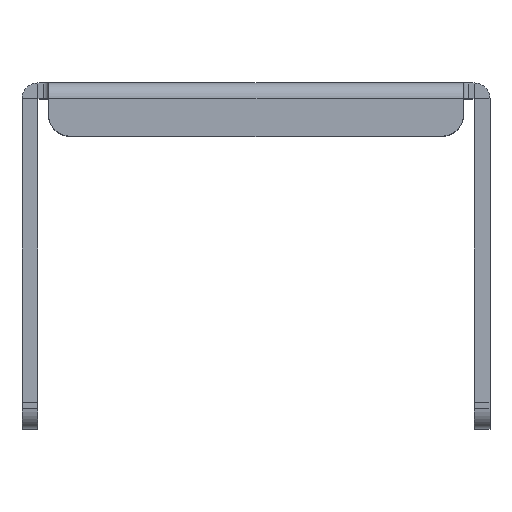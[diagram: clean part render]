
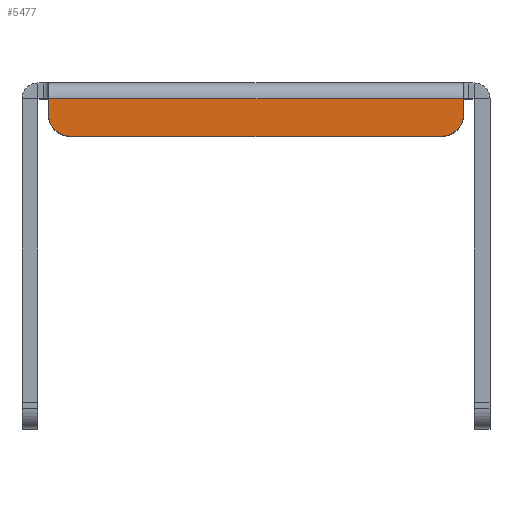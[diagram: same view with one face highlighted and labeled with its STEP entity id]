
A CAD part, top view. The second image highlights one B-rep face of the part: STEP entity #5477.
In plain terms, the highlighted planar face has unit normal (0, 0, 1).
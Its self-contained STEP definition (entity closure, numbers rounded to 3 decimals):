
#1964=DIRECTION('',(0.,1.,0.));
#1965=VECTOR('',#1964,1.5);
#1966=CARTESIAN_POINT('',(19.5,27.,13.));
#1967=LINE('',#1966,#1965);
#1968=CARTESIAN_POINT('',(17.5,27.,13.));
#1969=DIRECTION('',(0.,0.,1.));
#1970=DIRECTION('',(0.,-1.,0.));
#1971=AXIS2_PLACEMENT_3D('',#1968,#1969,#1970);
#1973=DIRECTION('',(1.,0.,0.));
#1974=VECTOR('',#1973,35.);
#1975=CARTESIAN_POINT('',(-17.5,25.,13.));
#1976=LINE('',#1975,#1974);
#1977=CARTESIAN_POINT('',(-17.5,27.,13.));
#1978=DIRECTION('',(0.,0.,1.));
#1979=DIRECTION('',(-1.,0.,0.));
#1980=AXIS2_PLACEMENT_3D('',#1977,#1978,#1979);
#1982=DIRECTION('',(0.,-1.,0.));
#1983=VECTOR('',#1982,1.5);
#1984=CARTESIAN_POINT('',(-19.5,28.5,13.));
#1985=LINE('',#1984,#1983);
#1986=DIRECTION('',(-1.,0.,0.));
#1987=VECTOR('',#1986,39.);
#1988=CARTESIAN_POINT('',(19.5,28.5,13.));
#1989=LINE('',#1988,#1987);
#2640=CARTESIAN_POINT('',(19.5,27.,13.));
#2641=CARTESIAN_POINT('',(19.5,28.5,13.));
#2642=VERTEX_POINT('',#2640);
#2643=VERTEX_POINT('',#2641);
#2644=CARTESIAN_POINT('',(-17.5,25.,13.));
#2645=CARTESIAN_POINT('',(17.5,25.,13.));
#2646=VERTEX_POINT('',#2644);
#2647=VERTEX_POINT('',#2645);
#2648=CARTESIAN_POINT('',(-19.5,28.5,13.));
#2649=CARTESIAN_POINT('',(-19.5,27.,13.));
#2650=VERTEX_POINT('',#2648);
#2651=VERTEX_POINT('',#2649);
#5461=CARTESIAN_POINT('',(10.234,28.5,13.));
#5462=DIRECTION('',(0.,0.,-1.));
#5463=DIRECTION('',(-1.,0.,0.));
#5464=AXIS2_PLACEMENT_3D('',#5461,#5462,#5463);
#5465=PLANE('',#5464);
#5466=ORIENTED_EDGE('',*,*,#4342,.F.);
#5468=ORIENTED_EDGE('',*,*,#5467,.F.);
#5470=ORIENTED_EDGE('',*,*,#5469,.F.);
#5472=ORIENTED_EDGE('',*,*,#5471,.F.);
#5473=ORIENTED_EDGE('',*,*,#4372,.F.);
#5474=ORIENTED_EDGE('',*,*,#5454,.F.);
#5475=EDGE_LOOP('',(#5466,#5468,#5470,#5472,#5473,#5474));
#5476=FACE_OUTER_BOUND('',#5475,.F.);
#5477=ADVANCED_FACE('',(#5476),#5465,.F.);
#1972=CIRCLE('',#1971,2.);
#1981=CIRCLE('',#1980,2.);
#4342=EDGE_CURVE('',#2642,#2643,#1967,.T.);
#4372=EDGE_CURVE('',#2650,#2651,#1985,.T.);
#5454=EDGE_CURVE('',#2643,#2650,#1989,.T.);
#5467=EDGE_CURVE('',#2647,#2642,#1972,.T.);
#5469=EDGE_CURVE('',#2646,#2647,#1976,.T.);
#5471=EDGE_CURVE('',#2651,#2646,#1981,.T.);
